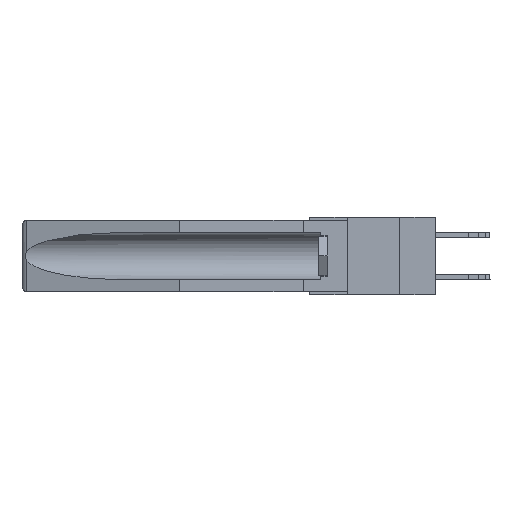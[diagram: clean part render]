
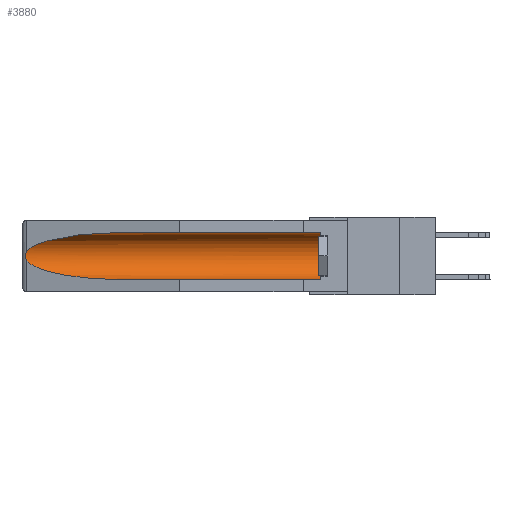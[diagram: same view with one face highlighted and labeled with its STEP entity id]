
A CAD part, left-side view. The second image highlights one B-rep face of the part: STEP entity #3880.
In plain terms, the highlighted cylindrical face has radius 2.857 mm (diameter 5.715 mm), a partial arc.
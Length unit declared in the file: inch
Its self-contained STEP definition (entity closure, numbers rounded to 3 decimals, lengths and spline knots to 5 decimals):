
#426 = EDGE_LOOP ( 'NONE', ( #9991, #4379, #10438, #6707, #3250, #8485 ) ) ;
#548 = DIRECTION ( 'NONE',  ( 0., 1., 0. ) ) ;
#550 = CARTESIAN_POINT ( 'NONE',  ( 0.26597, 1.5296, -0.19026 ) ) ;
#695 = CARTESIAN_POINT ( 'NONE',  ( 0.26537, 1.52718, -0.19328 ) ) ;
#761 = DIRECTION ( 'NONE',  ( 0., 0., 1. ) ) ;
#985 = CARTESIAN_POINT ( 'NONE',  ( 0.26597, 1.52961, -0.15275 ) ) ;
#1459 = CARTESIAN_POINT ( 'NONE',  ( 0.26537, 1.52718, -0.14972 ) ) ;
#1534 = CARTESIAN_POINT ( 'NONE',  ( 0.21114, 1.30732, -0.284 ) ) ;
#1572 = CARTESIAN_POINT ( 'NONE',  ( 0.26537, 1.52718, -0.14972 ) ) ;
#1614 = EDGE_CURVE ( 'NONE', #14499, #16042, #4845, .T. ) ;
#1853 = CARTESIAN_POINT ( 'NONE',  ( 0.155, 0.126, -0.284 ) ) ;
#1928 = CARTESIAN_POINT ( 'NONE',  ( 0.155, 0.126, -0.1715 ) ) ;
#2016 = CARTESIAN_POINT ( 'NONE',  ( 0.2675, 1.53308, -0.17534 ) ) ;
#2112 = DIRECTION ( 'NONE',  ( 0., 0., 1. ) ) ;
#2268 = CARTESIAN_POINT ( 'NONE',  ( 0.26654, 1.53092, -0.15636 ) ) ;
#2476 = EDGE_CURVE ( 'NONE', #7732, #13357, #14511, .T. ) ;
#2885 = CARTESIAN_POINT ( 'NONE',  ( 0.155, 1.07973, -0.284 ) ) ;
#3122 = CARTESIAN_POINT ( 'NONE',  ( 0.155, -0.30754, -0.059 ) ) ;
#3144 = DIRECTION ( 'NONE',  ( 0., -1., 0. ) ) ;
#3250 = ORIENTED_EDGE ( 'NONE', *, *, #2476, .T. ) ;
#3673 = CARTESIAN_POINT ( 'NONE',  ( 0.25451, 1.48313, -0.09465 ) ) ;
#3880 = ADVANCED_FACE ( 'NONE', ( #10192 ), #9773, .F. ) ;
#3944 = VECTOR ( 'NONE', #548, 39.37008 ) ;
#4379 = ORIENTED_EDGE ( 'NONE', *, *, #8506, .T. ) ;
#4418 = B_SPLINE_CURVE_WITH_KNOTS ( 'NONE', 3,
 ( #16716, #985, #2268, #11430, #7101, #2016, #8546, #11190, #550, #9861 ),
 .UNSPECIFIED., .F., .F.,
 ( 4, 2, 2, 2, 4 ),
 ( 0., 0.00029, 0.00058, 0.00087, 0.00117 ),
 .UNSPECIFIED. ) ;
#4845 =( BOUNDED_CURVE ( )  B_SPLINE_CURVE ( 3, ( #15875, #8077, #1534, #2885 ),
 .UNSPECIFIED., .F., .F. ) 
 B_SPLINE_CURVE_WITH_KNOTS ( ( 4, 4 ),
 ( 0.1948, 1.5708 ),
 .UNSPECIFIED. ) 
 CURVE ( )  GEOMETRIC_REPRESENTATION_ITEM ( )  RATIONAL_B_SPLINE_CURVE ( ( 1., 0.848, 0.848, 1. ) ) 
 REPRESENTATION_ITEM ( '' )  );
#5583 = VERTEX_POINT ( 'NONE', #1572 ) ;
#6017 = DIRECTION ( 'NONE',  ( 0., 1., 0. ) ) ;
#6444 = LINE ( 'NONE', #8369, #3944 ) ;
#6497 = CARTESIAN_POINT ( 'NONE',  ( 0.155, 1.07973, -0.059 ) ) ;
#6707 = ORIENTED_EDGE ( 'NONE', *, *, #8041, .F. ) ;
#7090 = VERTEX_POINT ( 'NONE', #15498 ) ;
#7101 = CARTESIAN_POINT ( 'NONE',  ( 0.2675, 1.53308, -0.16763 ) ) ;
#7732 = VERTEX_POINT ( 'NONE', #1853 ) ;
#8041 = EDGE_CURVE ( 'NONE', #7732, #16042, #6444, .T. ) ;
#8077 = CARTESIAN_POINT ( 'NONE',  ( 0.25451, 1.48313, -0.24835 ) ) ;
#8369 = CARTESIAN_POINT ( 'NONE',  ( 0.155, -0.30754, -0.284 ) ) ;
#8485 = ORIENTED_EDGE ( 'NONE', *, *, #15037, .T. ) ;
#8506 = EDGE_CURVE ( 'NONE', #5583, #14499, #4418, .T. ) ;
#8546 = CARTESIAN_POINT ( 'NONE',  ( 0.2673, 1.53269, -0.17917 ) ) ;
#8905 = EDGE_CURVE ( 'NONE', #7090, #5583, #11753, .T. ) ;
#9184 = AXIS2_PLACEMENT_3D ( 'NONE', #1928, #3144, #761 ) ;
#9773 = CYLINDRICAL_SURFACE ( 'NONE', #12002, 0.1125 ) ;
#9861 = CARTESIAN_POINT ( 'NONE',  ( 0.26537, 1.52718, -0.19328 ) ) ;
#9934 = LINE ( 'NONE', #3122, #16458 ) ;
#9991 = ORIENTED_EDGE ( 'NONE', *, *, #8905, .T. ) ;
#10192 = FACE_OUTER_BOUND ( 'NONE', #426, .T. ) ;
#10438 = ORIENTED_EDGE ( 'NONE', *, *, #1614, .T. ) ;
#11190 = CARTESIAN_POINT ( 'NONE',  ( 0.26655, 1.53094, -0.18657 ) ) ;
#11430 = CARTESIAN_POINT ( 'NONE',  ( 0.2673, 1.5327, -0.16383 ) ) ;
#11519 = CARTESIAN_POINT ( 'NONE',  ( 0.21114, 1.30732, -0.059 ) ) ;
#11753 =( BOUNDED_CURVE ( )  B_SPLINE_CURVE ( 3, ( #6497, #11519, #3673, #1459 ),
 .UNSPECIFIED., .F., .F. ) 
 B_SPLINE_CURVE_WITH_KNOTS ( ( 4, 4 ),
 ( 4.71239, 6.08839 ),
 .UNSPECIFIED. ) 
 CURVE ( )  GEOMETRIC_REPRESENTATION_ITEM ( )  RATIONAL_B_SPLINE_CURVE ( ( 1., 0.848, 0.848, 1. ) ) 
 REPRESENTATION_ITEM ( '' )  );
#12002 = AXIS2_PLACEMENT_3D ( 'NONE', #12544, #6017, #2112 ) ;
#12544 = CARTESIAN_POINT ( 'NONE',  ( 0.155, -0.30754, -0.1715 ) ) ;
#12657 = CARTESIAN_POINT ( 'NONE',  ( 0.155, 0.126, -0.059 ) ) ;
#12875 = CARTESIAN_POINT ( 'NONE',  ( 0.155, 1.07973, -0.284 ) ) ;
#13357 = VERTEX_POINT ( 'NONE', #12657 ) ;
#14499 = VERTEX_POINT ( 'NONE', #695 ) ;
#14511 = CIRCLE ( 'NONE', #9184, 0.1125 ) ;
#14914 = DIRECTION ( 'NONE',  ( 0., 1., 0. ) ) ;
#15037 = EDGE_CURVE ( 'NONE', #13357, #7090, #9934, .T. ) ;
#15498 = CARTESIAN_POINT ( 'NONE',  ( 0.155, 1.07973, -0.059 ) ) ;
#15875 = CARTESIAN_POINT ( 'NONE',  ( 0.26537, 1.52718, -0.19328 ) ) ;
#16042 = VERTEX_POINT ( 'NONE', #12875 ) ;
#16458 = VECTOR ( 'NONE', #14914, 39.37008 ) ;
#16716 = CARTESIAN_POINT ( 'NONE',  ( 0.26537, 1.52718, -0.14972 ) ) ;
